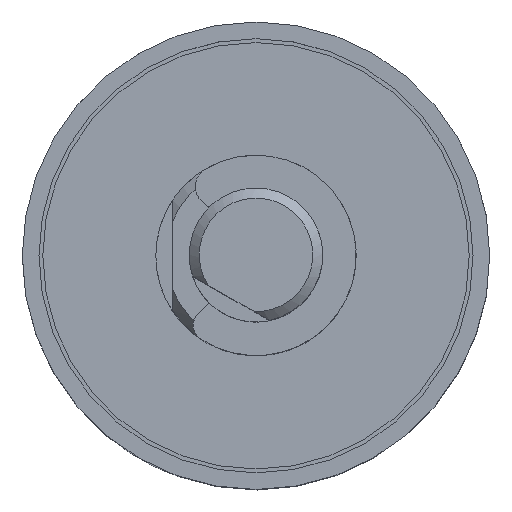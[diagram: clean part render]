
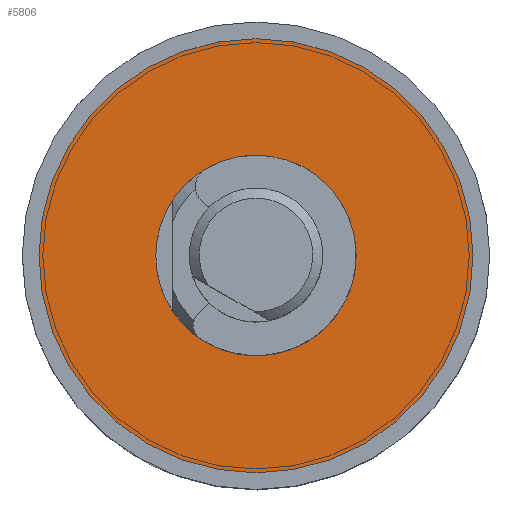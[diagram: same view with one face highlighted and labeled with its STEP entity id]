
A CAD part, top view. The second image highlights one B-rep face of the part: STEP entity #5806.
In plain terms, the highlighted planar face has unit normal (0, 0, 1).
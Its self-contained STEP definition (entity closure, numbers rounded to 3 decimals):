
#283 = PLANE ( 'NONE',  #6810 ) ;
#673 = VERTEX_POINT ( 'NONE', #1749 ) ;
#885 = AXIS2_PLACEMENT_3D ( 'NONE', #3477, #5872, #7110 ) ;
#1440 = AXIS2_PLACEMENT_3D ( 'NONE', #1572, #5122, #5696 ) ;
#1484 = CARTESIAN_POINT ( 'NONE',  ( 3., 0., 0.5 ) ) ;
#1572 = CARTESIAN_POINT ( 'NONE',  ( 0., 0., 0.5 ) ) ;
#1749 = CARTESIAN_POINT ( 'NONE',  ( -3., 0., 0.5 ) ) ;
#2015 = EDGE_CURVE ( 'NONE', #673, #673, #3771, .T. ) ;
#2068 = DIRECTION ( 'NONE',  ( 0., 0., 1. ) ) ;
#2265 = FACE_BOUND ( 'NONE', #4550, .T. ) ;
#2805 = VERTEX_POINT ( 'NONE', #3143 ) ;
#3143 = CARTESIAN_POINT ( 'NONE',  ( 6.5, 0., 0.5 ) ) ;
#3477 = CARTESIAN_POINT ( 'NONE',  ( 0., 0., 0.5 ) ) ;
#3771 = CIRCLE ( 'NONE', #885, 3. ) ;
#4153 = EDGE_LOOP ( 'NONE', ( #6495 ) ) ;
#4550 = EDGE_LOOP ( 'NONE', ( #7162 ) ) ;
#4923 = CIRCLE ( 'NONE', #1440, 6.5 ) ;
#5122 = DIRECTION ( 'NONE',  ( 0., 0., 1. ) ) ;
#5696 = DIRECTION ( 'NONE',  ( 1., 0., 0. ) ) ;
#5777 = FACE_OUTER_BOUND ( 'NONE', #4153, .T. ) ;
#5806 = ADVANCED_FACE ( 'NONE', ( #2265, #5777 ), #283, .T. ) ;
#5872 = DIRECTION ( 'NONE',  ( 0., 0., -1. ) ) ;
#6387 = DIRECTION ( 'NONE',  ( 1., 0., 0. ) ) ;
#6495 = ORIENTED_EDGE ( 'NONE', *, *, #7549, .T. ) ;
#6810 = AXIS2_PLACEMENT_3D ( 'NONE', #1484, #2068, #6387 ) ;
#7110 = DIRECTION ( 'NONE',  ( -1., 0., 0. ) ) ;
#7162 = ORIENTED_EDGE ( 'NONE', *, *, #2015, .T. ) ;
#7549 = EDGE_CURVE ( 'NONE', #2805, #2805, #4923, .T. ) ;
